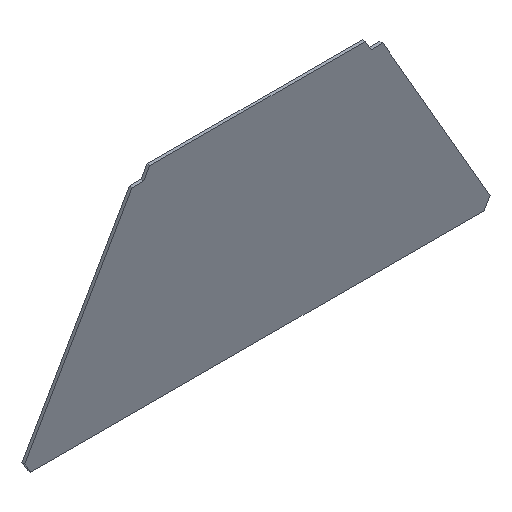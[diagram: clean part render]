
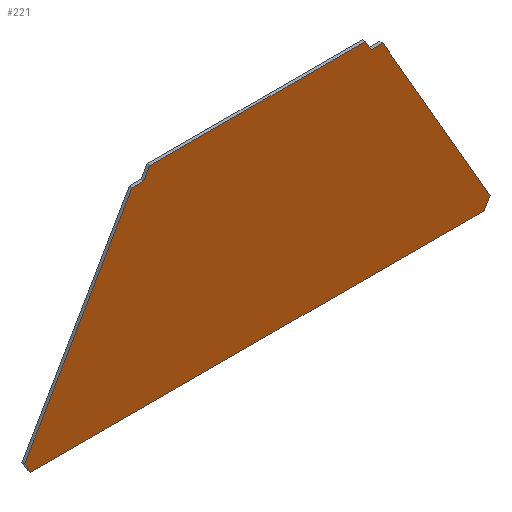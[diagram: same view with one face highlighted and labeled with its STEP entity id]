
A CAD part, isometric view. The second image highlights one B-rep face of the part: STEP entity #221.
In plain terms, the highlighted planar face has unit normal (0, -1, 0).
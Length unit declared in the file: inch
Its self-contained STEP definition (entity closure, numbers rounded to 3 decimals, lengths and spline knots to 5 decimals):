
#15=FACE_OUTER_BOUND('',#27,.T.);
#27=EDGE_LOOP('',(#149,#150,#151,#152,#153,#154,#155,#156,#157,#158));
#39=LINE('',#313,#69);
#40=LINE('',#315,#70);
#41=LINE('',#317,#71);
#42=LINE('',#319,#72);
#43=LINE('',#321,#73);
#44=LINE('',#323,#74);
#45=LINE('',#325,#75);
#46=LINE('',#327,#76);
#47=LINE('',#329,#77);
#48=LINE('',#330,#78);
#69=VECTOR('',#257,77.31557);
#70=VECTOR('',#258,2.);
#71=VECTOR('',#259,36.55886);
#72=VECTOR('',#260,2.);
#73=VECTOR('',#261,2.);
#74=VECTOR('',#262,36.75671);
#75=VECTOR('',#263,2.);
#76=VECTOR('',#264,2.);
#77=VECTOR('',#265,36.55886);
#78=VECTOR('',#266,2.);
#99=VERTEX_POINT('',#311);
#100=VERTEX_POINT('',#312);
#101=VERTEX_POINT('',#314);
#102=VERTEX_POINT('',#316);
#103=VERTEX_POINT('',#318);
#104=VERTEX_POINT('',#320);
#105=VERTEX_POINT('',#322);
#106=VERTEX_POINT('',#324);
#107=VERTEX_POINT('',#326);
#108=VERTEX_POINT('',#328);
#119=EDGE_CURVE('',#99,#100,#39,.T.);
#120=EDGE_CURVE('',#101,#100,#40,.T.);
#121=EDGE_CURVE('',#102,#101,#41,.T.);
#122=EDGE_CURVE('',#103,#102,#42,.T.);
#123=EDGE_CURVE('',#104,#103,#43,.T.);
#124=EDGE_CURVE('',#104,#105,#44,.T.);
#125=EDGE_CURVE('',#106,#105,#45,.T.);
#126=EDGE_CURVE('',#107,#106,#46,.T.);
#127=EDGE_CURVE('',#108,#107,#47,.T.);
#128=EDGE_CURVE('',#99,#108,#48,.T.);
#149=ORIENTED_EDGE('',*,*,#119,.T.);
#150=ORIENTED_EDGE('',*,*,#120,.F.);
#151=ORIENTED_EDGE('',*,*,#121,.F.);
#152=ORIENTED_EDGE('',*,*,#122,.F.);
#153=ORIENTED_EDGE('',*,*,#123,.F.);
#154=ORIENTED_EDGE('',*,*,#124,.T.);
#155=ORIENTED_EDGE('',*,*,#125,.F.);
#156=ORIENTED_EDGE('',*,*,#126,.F.);
#157=ORIENTED_EDGE('',*,*,#127,.F.);
#158=ORIENTED_EDGE('',*,*,#128,.F.);
#209=PLANE('',#241);
#221=ADVANCED_FACE('',(#15),#209,.F.);
#241=AXIS2_PLACEMENT_3D('',#310,#255,#256);
#255=DIRECTION('center_axis',(0.,1.,0.));
#256=DIRECTION('ref_axis',(1.,0.,0.));
#257=DIRECTION('',(1.,0.,0.));
#258=DIRECTION('',(-0.5,0.,-0.866));
#259=DIRECTION('',(0.5,0.,-0.866));
#260=DIRECTION('',(1.,0.,0.));
#261=DIRECTION('',(0.5,0.,-0.866));
#262=DIRECTION('',(-1.,0.,0.));
#263=DIRECTION('',(0.5,0.,0.866));
#264=DIRECTION('',(1.,0.,0.));
#265=DIRECTION('',(0.5,0.,0.866));
#266=DIRECTION('',(-0.5,0.,0.866));
#310=CARTESIAN_POINT('Origin',(0.,0.,0.));
#311=CARTESIAN_POINT('',(-38.65779,0.,0.17135));
#312=CARTESIAN_POINT('',(38.65779,0.,0.17135));
#313=CARTESIAN_POINT('',(-38.65779,0.,0.17135));
#314=CARTESIAN_POINT('',(39.65779,0.,1.9034));
#315=CARTESIAN_POINT('',(39.65779,0.,1.9034));
#316=CARTESIAN_POINT('',(21.37836,0.,33.5643));
#317=CARTESIAN_POINT('',(21.37836,0.,33.5643));
#318=CARTESIAN_POINT('',(19.37836,0.,33.5643));
#319=CARTESIAN_POINT('',(19.37836,0.,33.5643));
#320=CARTESIAN_POINT('',(18.37836,0.,35.29635));
#321=CARTESIAN_POINT('',(18.37836,0.,35.29635));
#322=CARTESIAN_POINT('',(-18.37836,0.,35.29635));
#323=CARTESIAN_POINT('',(18.37836,0.,35.29635));
#324=CARTESIAN_POINT('',(-19.37836,0.,33.5643));
#325=CARTESIAN_POINT('',(-19.37836,0.,33.5643));
#326=CARTESIAN_POINT('',(-21.37836,0.,33.5643));
#327=CARTESIAN_POINT('',(-21.37836,0.,33.5643));
#328=CARTESIAN_POINT('',(-39.65779,0.,1.9034));
#329=CARTESIAN_POINT('',(-39.65779,0.,1.9034));
#330=CARTESIAN_POINT('',(-38.65779,0.,0.17135));
